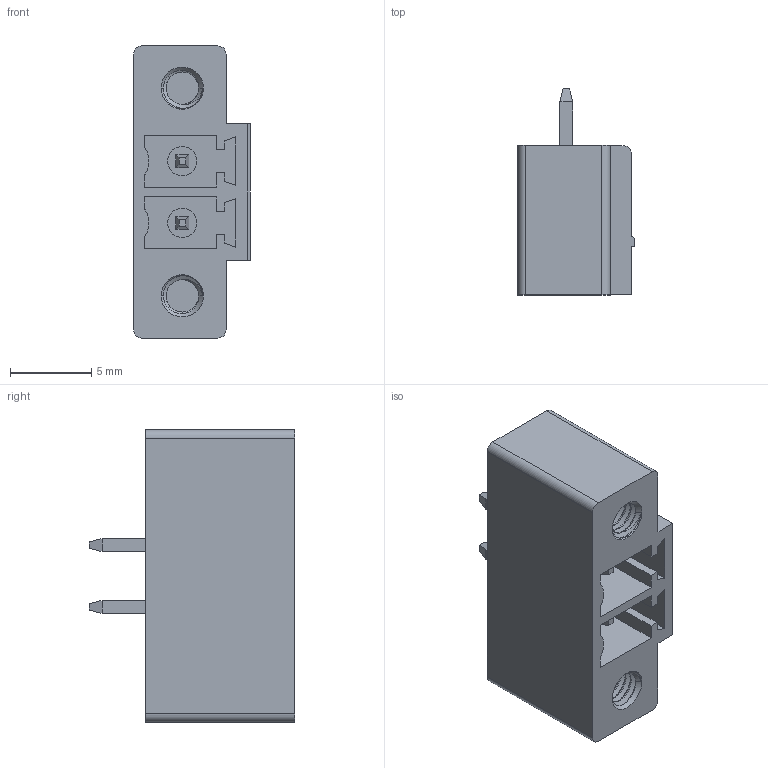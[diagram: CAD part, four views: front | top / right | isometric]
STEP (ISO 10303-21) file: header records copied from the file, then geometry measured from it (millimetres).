
FILE_DESCRIPTION (( 'STEP AP214' ), '1' );
FILE_NAME ('CUI_DEVICES_TBP02R2W-381-02BE.step', '2019-10-22T05:59:59', ( '' ), ( '' ), 'SwSTEP 2.0', 'SolidWorks 2019', '' );
FILE_SCHEMA (( 'AUTOMOTIVE_DESIGN' ));
Length unit declared in the file: millimetre
Products named in the file (1): CUI_DEVICES_TBP02R2W-381-02BE
Bounding box: 7.2 x 12.7 x 18.01 mm (x, y, z)
Volume: 796.4 mm3; surface area: 1126.5 mm2
Topology: 1 solids, 1 shells, 197 faces, 539 edges, 354 vertices
Faces by surface type: cylinder 106, plane 81, cone 6, bspline 4
Entity records: 11787 total; most frequent: CARTESIAN_POINT 5617, ORIENTED_EDGE 1078, DIRECTION 779, EDGE_CURVE 539, VERTEX_POINT 354, VECTOR 299, LINE 299, AXIS2_PLACEMENT_3D 240
